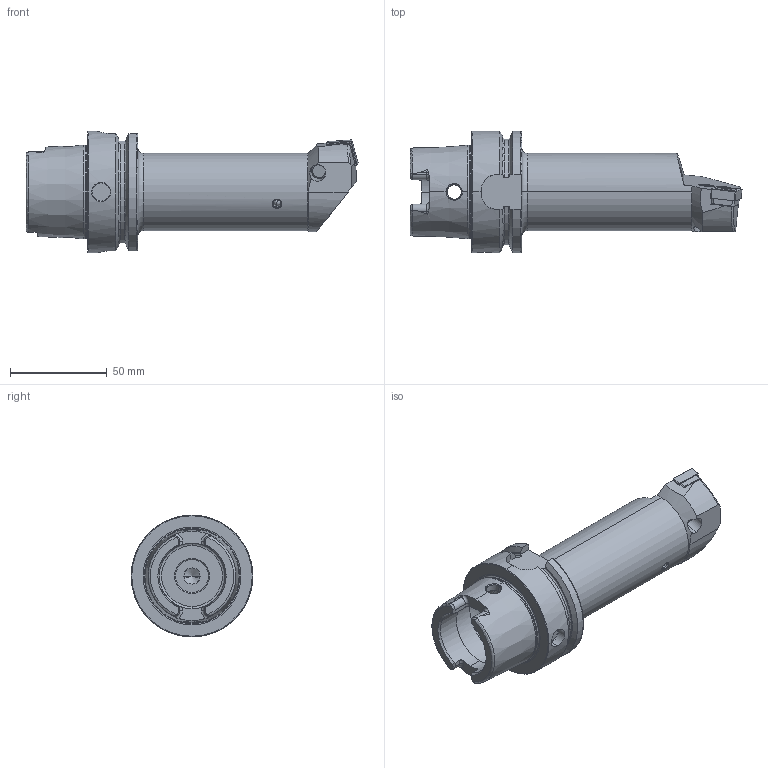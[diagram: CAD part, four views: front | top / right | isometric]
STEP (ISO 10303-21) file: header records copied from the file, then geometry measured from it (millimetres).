
FILE_DESCRIPTION (( 'STEP AP214' ), '1' );
FILE_NAME ('HA6.PCD.LKC.140.STEP', '2022-11-29T15:02:04', ( '' ), ( '' ), 'SwSTEP 2.0', 'SolidWorks 2017', '' );
FILE_SCHEMA (( 'AUTOMOTIVE_DESIGN' ));
Length unit declared in the file: millimetre
Products named in the file (8): HA6.PCD.LKC.140; WCD-ER3.101.000_A; WCD-ER2.101.003_A; CNMG120404; HA6-PCD.LKC.140_A; KVT_MB_600_050; WCD; WCD-ER4.101.017_A
Assembly tree (7 placements, depth 3):
  HA6.PCD.LKC.140
    HA6-PCD.LKC.140_A
    KVT_MB_600_050
    WCD-ER2.101.003_A
    WCD
      WCD-ER4.101.017_A
      WCD-ER3.101.000_A
    CNMG120404
Bounding box: 171.9 x 63 x 63 mm (x, y, z)
Volume: 202478.1 mm3; surface area: 40869.6 mm2
Topology: 7 solids, 7 shells, 364 faces, 929 edges, 568 vertices
Faces by surface type: plane 115, cylinder 103, cone 91, torus 36, bspline 17, sphere 2
Entity records: 13905 total; most frequent: CARTESIAN_POINT 4005, ORIENTED_EDGE 1824, DIRECTION 1714, EDGE_CURVE 912, AXIS2_PLACEMENT_3D 661, VERTEX_POINT 565, VECTOR 392, LINE 392
